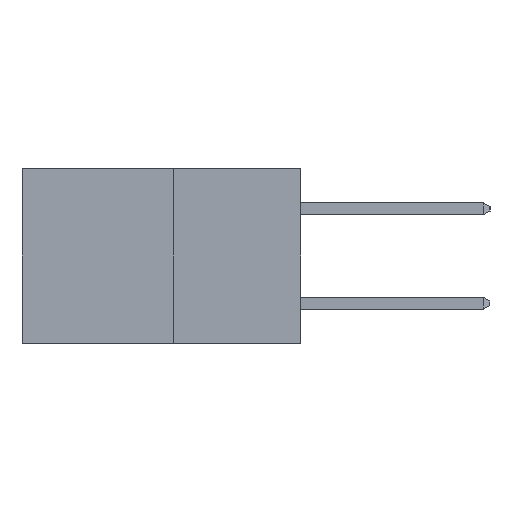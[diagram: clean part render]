
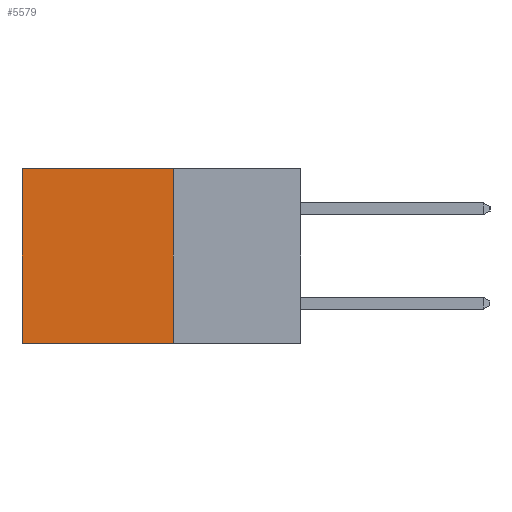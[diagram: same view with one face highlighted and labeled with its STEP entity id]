
A CAD part, left-side view. The second image highlights one B-rep face of the part: STEP entity #5579.
In plain terms, the highlighted planar face has unit normal (-1, 0, 0).
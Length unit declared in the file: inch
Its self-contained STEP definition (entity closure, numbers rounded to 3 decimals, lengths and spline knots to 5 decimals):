
#845 = EDGE_CURVE ( 'NONE', #12126, #6393, #7030, .T. ) ;
#1448 = AXIS2_PLACEMENT_3D ( 'NONE', #5196, #5175, #5162 ) ;
#1595 = CARTESIAN_POINT ( 'NONE',  ( 0.277, 0.59, -0.37 ) ) ;
#2479 = EDGE_CURVE ( 'NONE', #6393, #9106, #9308, .T. ) ;
#3195 = DIRECTION ( 'NONE',  ( 0., 0., -1. ) ) ;
#3285 = VECTOR ( 'NONE', #11185, 39.37008 ) ;
#3294 = CARTESIAN_POINT ( 'NONE',  ( 0.277, 0.27, -0.37 ) ) ;
#3615 = LINE ( 'NONE', #11248, #3285 ) ;
#4068 = EDGE_CURVE ( 'NONE', #10020, #9106, #11357, .T. ) ;
#4781 = EDGE_CURVE ( 'NONE', #12126, #10020, #3615, .T. ) ;
#5162 = DIRECTION ( 'NONE',  ( 0., 0., -1. ) ) ;
#5175 = DIRECTION ( 'NONE',  ( 1., 0., 0. ) ) ;
#5196 = CARTESIAN_POINT ( 'NONE',  ( 0.277, 0.27, -0.37 ) ) ;
#5579 = ADVANCED_FACE ( 'NONE', ( #7310 ), #5610, .F. ) ;
#5610 = PLANE ( 'NONE',  #1448 ) ;
#6393 = VERTEX_POINT ( 'NONE', #6741 ) ;
#6741 = CARTESIAN_POINT ( 'NONE',  ( 0.277, 0.59, 0. ) ) ;
#6820 = VECTOR ( 'NONE', #3195, 39.37008 ) ;
#7030 = LINE ( 'NONE', #8880, #7307 ) ;
#7307 = VECTOR ( 'NONE', #11049, 39.37008 ) ;
#7310 = FACE_OUTER_BOUND ( 'NONE', #11714, .T. ) ;
#8819 = VECTOR ( 'NONE', #11143, 39.37008 ) ;
#8880 = CARTESIAN_POINT ( 'NONE',  ( 0.277, 0.27, 0. ) ) ;
#9106 = VERTEX_POINT ( 'NONE', #11659 ) ;
#9308 = LINE ( 'NONE', #1595, #6820 ) ;
#9872 = ORIENTED_EDGE ( 'NONE', *, *, #4068, .F. ) ;
#10020 = VERTEX_POINT ( 'NONE', #3294 ) ;
#10184 = ORIENTED_EDGE ( 'NONE', *, *, #4781, .F. ) ;
#11049 = DIRECTION ( 'NONE',  ( 0., 1., 0. ) ) ;
#11143 = DIRECTION ( 'NONE',  ( 0., 1., 0. ) ) ;
#11185 = DIRECTION ( 'NONE',  ( 0., 0., -1. ) ) ;
#11248 = CARTESIAN_POINT ( 'NONE',  ( 0.277, 0.27, -0.37 ) ) ;
#11303 = CARTESIAN_POINT ( 'NONE',  ( 0.277, 0.27, -0.37 ) ) ;
#11357 = LINE ( 'NONE', #11303, #8819 ) ;
#11626 = ORIENTED_EDGE ( 'NONE', *, *, #845, .T. ) ;
#11659 = CARTESIAN_POINT ( 'NONE',  ( 0.277, 0.59, -0.37 ) ) ;
#11714 = EDGE_LOOP ( 'NONE', ( #11917, #9872, #10184, #11626 ) ) ;
#11917 = ORIENTED_EDGE ( 'NONE', *, *, #2479, .T. ) ;
#11961 = CARTESIAN_POINT ( 'NONE',  ( 0.277, 0.27, 0. ) ) ;
#12126 = VERTEX_POINT ( 'NONE', #11961 ) ;
